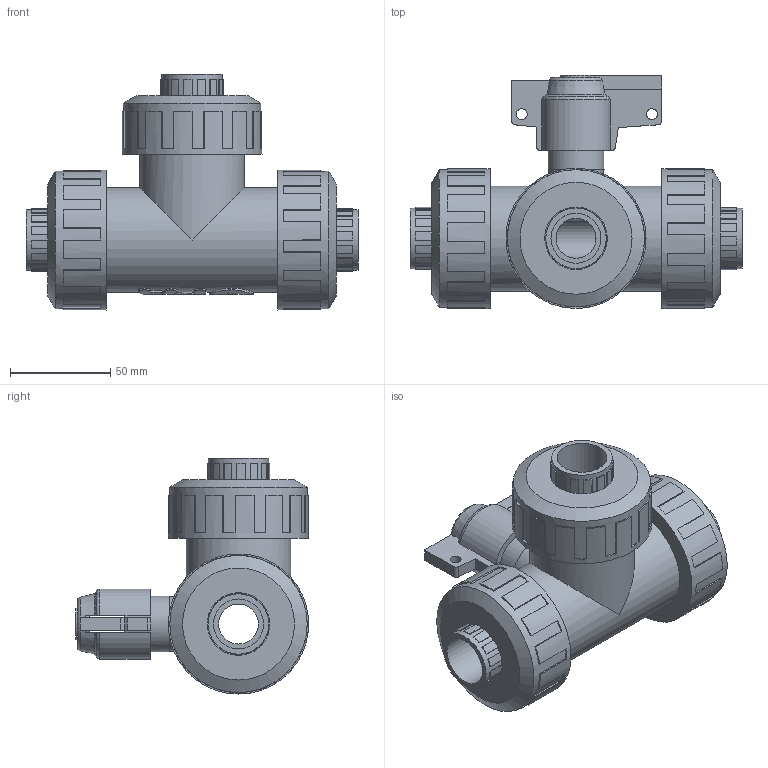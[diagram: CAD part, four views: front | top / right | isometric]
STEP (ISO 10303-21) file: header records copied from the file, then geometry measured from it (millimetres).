
FILE_DESCRIPTION(/* description */ ('PVC 3-way Ball Valve, L-Bore, type S4 with EPDM gasket and PVC Sockets, Ø25/DN20, PN16'),/* implementation_level */ '2;1');
FILE_NAME(/* name */ 'TBVLU-E-025',/* time_stamp */ '2022-08-04T16:52:28+02:00',/* author */ ('COAB Solutions - www.coabsolutions.com'),/* organization */ ('GPA Flowsystem'),/* preprocessor_version */ 'ST-DEVELOPER v18.1',/* originating_system */ 'www.coabsolutions.com',/* authorisation */ 'unknown authorization');
FILE_SCHEMA (('AUTOMOTIVE_DESIGN { 1 0 10303 214 3 1 1 }'));
Length unit declared in the file: millimetre
Products named in the file (1): TBVLU-E-025
Bounding box: 166 x 116.5 x 118 mm (x, y, z)
Volume: 541386.7 mm3; surface area: 120732.7 mm2
Topology: 1 solids, 1 shells, 508 faces, 1440 edges, 955 vertices
Faces by surface type: plane 426, cylinder 52, bspline 21, cone 6, torus 3
Full cylindrical faces by diameter (mm): 5.5 x2, 20 x2, 25 x3, 27.98 x1, 28 x1, 30.25 x3, 31.23 x3, 31.25 x3, 52.48 x3, 52.5 x5, 62.98 x3, 63 x3, 68.6 x3, 70 x3
Entity records: 17479 total; most frequent: CARTESIAN_POINT 3825, ORIENTED_EDGE 2880, DIRECTION 2823, EDGE_CURVE 1440, VERTEX_POINT 955, AXIS2_PLACEMENT_3D 955, LINE 913, VECTOR 913
